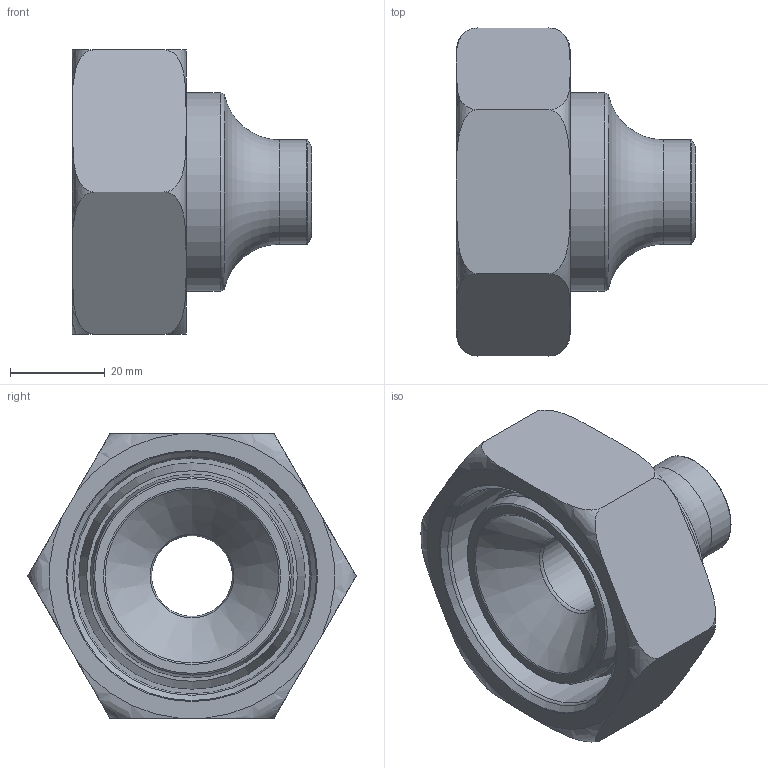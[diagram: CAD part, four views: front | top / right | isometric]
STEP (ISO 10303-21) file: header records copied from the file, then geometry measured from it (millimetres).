
FILE_DESCRIPTION(/* description */ (''),/* implementation_level */ '2;1');
FILE_NAME(/* name */ 'ARKM42-22.stp',/* time_stamp */ '2024-07-15T08:42:35+02:00',/* author */ (''),/* organization */ (''),/* preprocessor_version */ 'ST-DEVELOPER v16',/* originating_system */ 'SIEMENS PLM Software NX 10.0',/* authorisation */ '');
FILE_SCHEMA (('CONFIG_CONTROL_DESIGN'));
Length unit declared in the file: millimetre
Products named in the file (4): X-OR-42; X-ARK42-22; X-M42; ARKM42-22
Assembly tree (3 placements, depth 2):
  ARKM42-22
    X-M42
    X-ARK42-22
    X-OR-42
Bounding box: 50.5 x 69.28 x 60 mm (x, y, z)
Volume: 69673.1 mm3; surface area: 22741 mm2
Topology: 3 solids, 3 shells, 175 faces, 464 edges, 305 vertices
Faces by surface type: plane 125, torus 23, cylinder 12, cone 11, bspline 3, revolution 1
Full cylindrical faces by diameter (mm): 17.045 x1, 22 x1, 41.889 x1, 42.345 x1, 47.8 x1, 49.8 x1
Entity records: 5856 total; most frequent: CARTESIAN_POINT 1295, ORIENTED_EDGE 848, DIRECTION 799, EDGE_CURVE 424, LINE 330, VECTOR 330, VERTEX_POINT 295, AXIS2_PLACEMENT_3D 234
